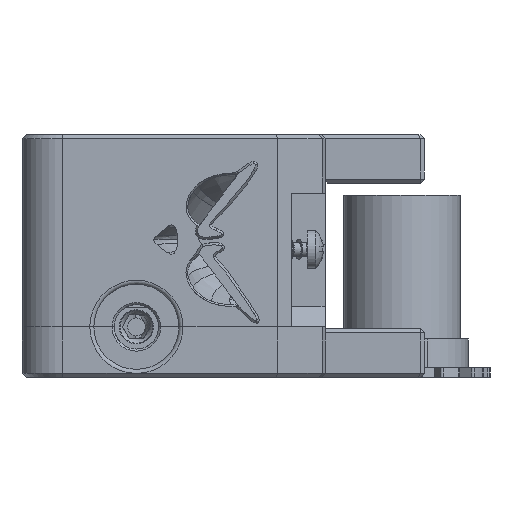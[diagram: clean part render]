
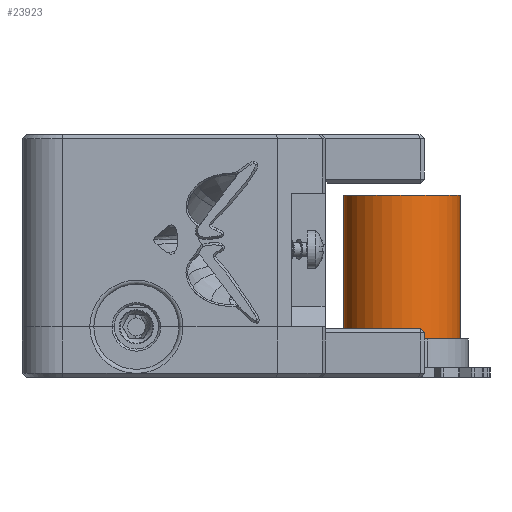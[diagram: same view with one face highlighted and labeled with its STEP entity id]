
A CAD part, front view. The second image highlights one B-rep face of the part: STEP entity #23923.
In plain terms, the highlighted cylindrical face has radius 5.75 mm (diameter 11.5 mm), a full revolution.
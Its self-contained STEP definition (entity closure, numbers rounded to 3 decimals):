
#1786=LINE('',#37157,#3570);
#3570=VECTOR('',#29967,5.75);
#5221=CYLINDRICAL_SURFACE('',#26014,5.75);
#5947=FACE_OUTER_BOUND('',#7366,.T.);
#7366=EDGE_LOOP('',(#17831,#17832,#17833,#17834));
#9041=CIRCLE('',#26015,5.75);
#9042=CIRCLE('',#26016,5.75);
#10343=VERTEX_POINT('',#37154);
#10344=VERTEX_POINT('',#37156);
#13073=EDGE_CURVE('',#10343,#10343,#9041,.T.);
#13074=EDGE_CURVE('',#10343,#10344,#1786,.T.);
#13075=EDGE_CURVE('',#10344,#10344,#9042,.T.);
#17831=ORIENTED_EDGE('',*,*,#13073,.F.);
#17832=ORIENTED_EDGE('',*,*,#13074,.T.);
#17833=ORIENTED_EDGE('',*,*,#13075,.T.);
#17834=ORIENTED_EDGE('',*,*,#13074,.F.);
#23923=ADVANCED_FACE('',(#5947),#5221,.T.);
#26014=AXIS2_PLACEMENT_3D('',#37153,#29963,#29964);
#26015=AXIS2_PLACEMENT_3D('',#37155,#29965,#29966);
#26016=AXIS2_PLACEMENT_3D('',#37158,#29968,#29969);
#29963=DIRECTION('center_axis',(0.,0.,
1.));
#29964=DIRECTION('ref_axis',(1.,0.,0.));
#29965=DIRECTION('center_axis',(0.,0.,
1.));
#29966=DIRECTION('ref_axis',(1.,0.,0.));
#29967=DIRECTION('',(0.,0.,-1.));
#29968=DIRECTION('center_axis',(0.,0.,
1.));
#29969=DIRECTION('ref_axis',(1.,0.,0.));
#37153=CARTESIAN_POINT('Origin',(1.952,-101.408,-17.2));
#37154=CARTESIAN_POINT('',(-3.798,-101.408,0.8));
#37155=CARTESIAN_POINT('Origin',(1.952,-101.408,0.8));
#37156=CARTESIAN_POINT('',(-3.798,-101.408,-17.2));
#37157=CARTESIAN_POINT('',(-3.798,-101.408,-17.2));
#37158=CARTESIAN_POINT('Origin',(1.952,-101.408,-17.2));
